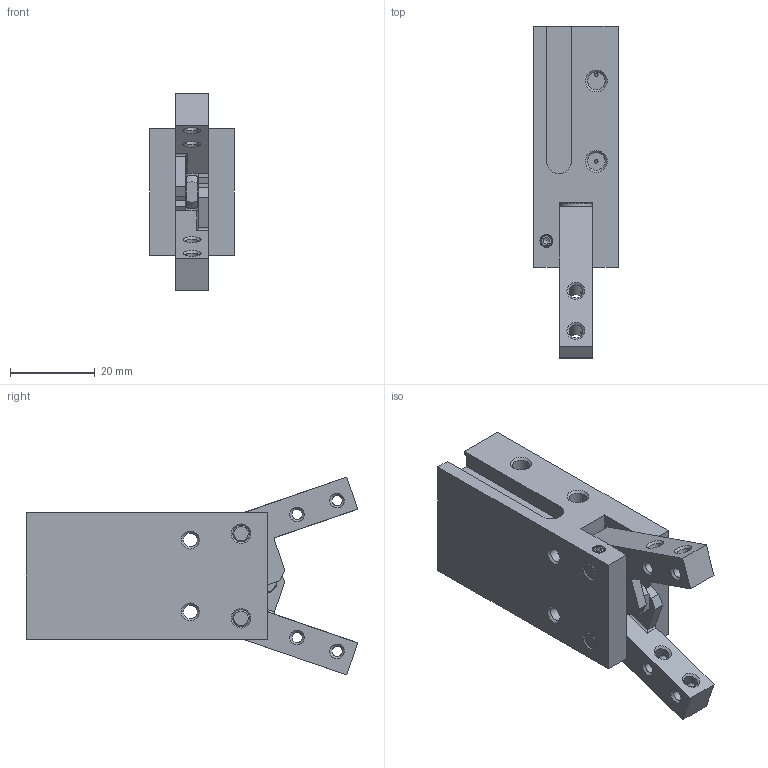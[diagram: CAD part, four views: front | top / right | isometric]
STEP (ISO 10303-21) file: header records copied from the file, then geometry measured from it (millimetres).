
FILE_DESCRIPTION((''),'2;1');
FILE_NAME('M16NAM.stp','2016-07-29T08:46:06',('carlo.corazza'),(''),'Autodesk Inventor 2013','Autodesk Inventor 2013','');
FILE_SCHEMA(('AUTOMOTIVE_DESIGN { 1 0 10303 214 1 1 1 1 }'));
Length unit declared in the file: millimetre
Products named in the file (1): M16NAM
Bounding box: 20 x 78.41 x 46.74 mm (x, y, z)
Volume: 26436.2 mm3; surface area: 15228.4 mm2
Topology: 1 solids, 7 shells, 239 faces, 579 edges, 373 vertices
Faces by surface type: plane 97, cylinder 71, cone 66, torus 5
Full cylindrical faces by diameter (mm): 0.8 x2, 2.459 x8, 3.242 x9, 4 x10, 4.134 x2, 5.2 x1, 6 x1, 7.7 x1, 7.8 x1, 8 x2, 8.5 x1, 12 x1, 15.5 x1, 16 x1, 16.4 x1, 18 x4, 19.1 x1
Entity records: 7041 total; most frequent: CARTESIAN_POINT 1660, DIRECTION 1054, ORIENTED_EDGE 886, EDGE_CURVE 443, AXIS2_PLACEMENT_3D 425, EDGE_LOOP 410, VERTEX_POINT 339, STYLED_ITEM 240
